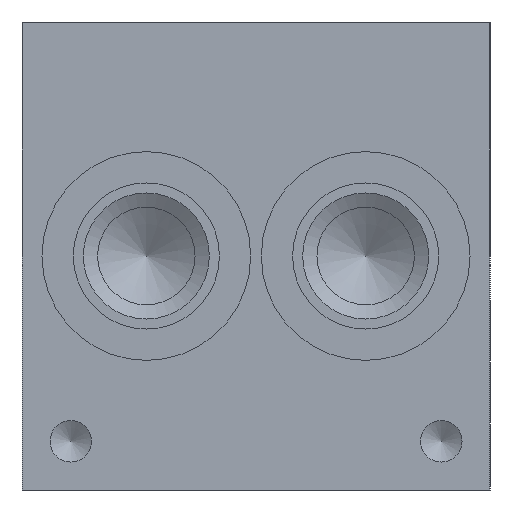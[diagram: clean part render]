
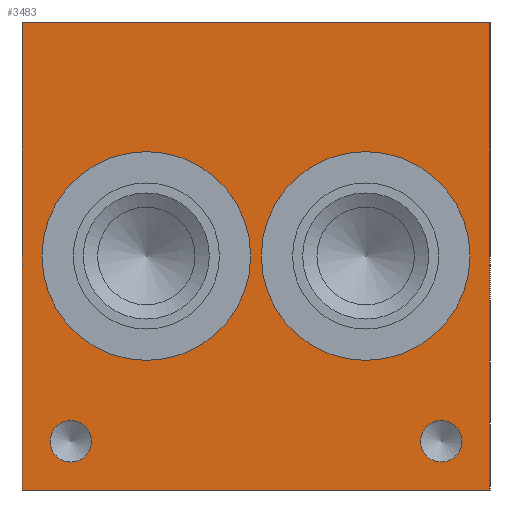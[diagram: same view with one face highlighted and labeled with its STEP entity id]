
A CAD part, left-side view. The second image highlights one B-rep face of the part: STEP entity #3483.
In plain terms, the highlighted planar face has unit normal (-1, 0, 0).
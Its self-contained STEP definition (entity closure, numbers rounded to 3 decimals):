
#2105=CARTESIAN_POINT('',(0.0,68.25,11.303));
#2106=VERTEX_POINT('',#2105);
#2107=CARTESIAN_POINT('',(0.0,68.25,7.925));
#2108=DIRECTION('',(1.0,0.0,0.0));
#2109=DIRECTION('',(0.0,0.0,1.0));
#2110=AXIS2_PLACEMENT_3D('',#2107,#2108,#2109);
#2111=CIRCLE('',#2110,3.378);
#2112=EDGE_CURVE('',#2106,#2106,#2111,.T.);
#2142=CARTESIAN_POINT('',(0.0,7.925,11.303));
#2143=VERTEX_POINT('',#2142);
#2144=CARTESIAN_POINT('',(0.0,7.925,7.925));
#2145=DIRECTION('',(1.0,0.0,0.0));
#2146=DIRECTION('',(0.0,0.0,1.0));
#2147=AXIS2_PLACEMENT_3D('',#2144,#2145,#2146);
#2148=CIRCLE('',#2147,3.378);
#2149=EDGE_CURVE('',#2143,#2143,#2148,.T.);
#2456=CARTESIAN_POINT('',(0.0,55.956,55.093));
#2457=VERTEX_POINT('',#2456);
#2458=CARTESIAN_POINT('',(0.0,55.956,38.1));
#2459=DIRECTION('',(1.0,0.0,0.0));
#2460=DIRECTION('',(0.0,0.0,1.0));
#2461=AXIS2_PLACEMENT_3D('',#2458,#2459,#2460);
#2462=CIRCLE('',#2461,16.993);
#2463=EDGE_CURVE('',#2457,#2457,#2462,.T.);
#2770=CARTESIAN_POINT('',(0.0,20.244,55.093));
#2771=VERTEX_POINT('',#2770);
#2772=CARTESIAN_POINT('',(0.0,20.244,38.1));
#2773=DIRECTION('',(1.0,0.0,0.0));
#2774=DIRECTION('',(0.0,0.0,1.0));
#2775=AXIS2_PLACEMENT_3D('',#2772,#2773,#2774);
#2776=CIRCLE('',#2775,16.993);
#2777=EDGE_CURVE('',#2771,#2771,#2776,.T.);
#3432=CARTESIAN_POINT('',(0.0,0.0,0.0));
#3433=DIRECTION('',(-1.0,0.0,0.0));
#3434=DIRECTION('',(0.0,0.0,1.0));
#3435=AXIS2_PLACEMENT_3D('',#3432,#3433,#3434);
#3436=PLANE('',#3435);
#3437=CARTESIAN_POINT('',(0.0,0.0,76.2));
#3438=VERTEX_POINT('',#3437);
#3439=CARTESIAN_POINT('',(0.0,76.2,76.2));
#3440=VERTEX_POINT('',#3439);
#3441=CARTESIAN_POINT('',(0.0,0.0,76.2));
#3442=DIRECTION('',(0.0,1.0,0.0));
#3443=VECTOR('',#3442,76.2);
#3444=LINE('',#3441,#3443);
#3445=EDGE_CURVE('',#3438,#3440,#3444,.T.);
#3446=ORIENTED_EDGE('',*,*,#3445,.T.);
#3447=CARTESIAN_POINT('',(0.0,76.2,0.0));
#3448=VERTEX_POINT('',#3447);
#3449=CARTESIAN_POINT('',(0.0,76.2,0.0));
#3450=DIRECTION('',(0.0,0.0,1.0));
#3451=VECTOR('',#3450,76.2);
#3452=LINE('',#3449,#3451);
#3453=EDGE_CURVE('',#3448,#3440,#3452,.T.);
#3454=ORIENTED_EDGE('',*,*,#3453,.F.);
#3455=CARTESIAN_POINT('',(0.0,0.0,0.0));
#3456=VERTEX_POINT('',#3455);
#3457=CARTESIAN_POINT('',(0.0,76.2,0.0));
#3458=DIRECTION('',(0.0,-1.0,0.0));
#3459=VECTOR('',#3458,76.2);
#3460=LINE('',#3457,#3459);
#3461=EDGE_CURVE('',#3448,#3456,#3460,.T.);
#3462=ORIENTED_EDGE('',*,*,#3461,.T.);
#3463=CARTESIAN_POINT('',(0.0,0.0,0.0));
#3464=DIRECTION('',(0.0,0.0,1.0));
#3465=VECTOR('',#3464,76.2);
#3466=LINE('',#3463,#3465);
#3467=EDGE_CURVE('',#3456,#3438,#3466,.T.);
#3468=ORIENTED_EDGE('',*,*,#3467,.T.);
#3469=EDGE_LOOP('',(#3446,#3454,#3462,#3468));
#3470=FACE_OUTER_BOUND('',#3469,.T.);
#3471=ORIENTED_EDGE('',*,*,#2112,.T.);
#3472=EDGE_LOOP('',(#3471));
#3473=FACE_BOUND('',#3472,.T.);
#3474=ORIENTED_EDGE('',*,*,#2149,.T.);
#3475=EDGE_LOOP('',(#3474));
#3476=FACE_BOUND('',#3475,.T.);
#3477=ORIENTED_EDGE('',*,*,#2463,.T.);
#3478=EDGE_LOOP('',(#3477));
#3479=FACE_BOUND('',#3478,.T.);
#3480=ORIENTED_EDGE('',*,*,#2777,.T.);
#3481=EDGE_LOOP('',(#3480));
#3482=FACE_BOUND('',#3481,.T.);
#3483=ADVANCED_FACE('',(#3470,#3473,#3476,#3479,#3482),#3436,.T.);
